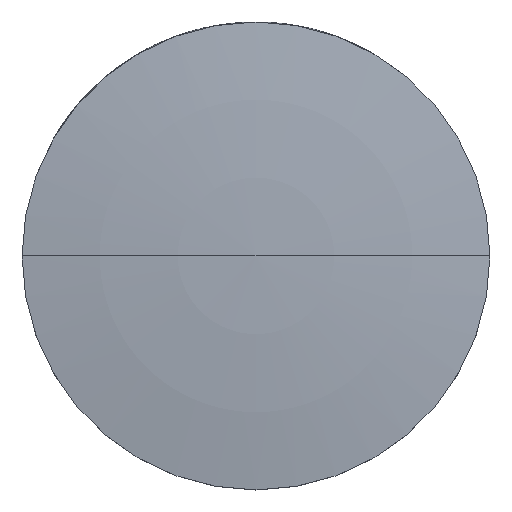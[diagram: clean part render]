
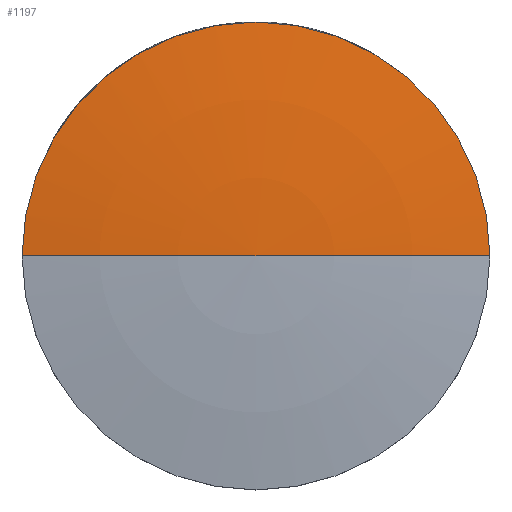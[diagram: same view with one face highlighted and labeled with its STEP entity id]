
A CAD part, top view. The second image highlights one B-rep face of the part: STEP entity #1197.
In plain terms, the highlighted toroidal (fillet/blend) face has major radius 0.002 mm and minor radius 46.01 mm.
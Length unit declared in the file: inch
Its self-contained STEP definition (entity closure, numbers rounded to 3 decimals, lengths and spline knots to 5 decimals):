
#8 = EDGE_CURVE ( 'NONE', #2902, #2954, #681, .T. ) ;
#42 = CARTESIAN_POINT ( 'NONE',  ( 0., 0., 0.02677 ) ) ;
#55 = CARTESIAN_POINT ( 'NONE',  ( -0.00008, 0., -1.76732 ) ) ;
#207 = CARTESIAN_POINT ( 'NONE',  ( 0., 0., -1.76732 ) ) ;
#290 = ORIENTED_EDGE ( 'NONE', *, *, #8, .T. ) ;
#299 = ORIENTED_EDGE ( 'NONE', *, *, #1555, .F. ) ;
#518 = DIRECTION ( 'NONE',  ( 0., 1., 0. ) ) ;
#631 = EDGE_CURVE ( 'NONE', #2954, #2380, #838, .T. ) ;
#681 = CIRCLE ( 'NONE', #2587, 0.25 ) ;
#806 = AXIS2_PLACEMENT_3D ( 'NONE', #3121, #2663, #946 ) ;
#838 = CIRCLE ( 'NONE', #2585, 1.81142 ) ;
#946 = DIRECTION ( 'NONE',  ( 0., 0., -1. ) ) ;
#975 = DIRECTION ( 'NONE',  ( 1., 0., 0. ) ) ;
#1160 = ORIENTED_EDGE ( 'NONE', *, *, #631, .T. ) ;
#1181 = DIRECTION ( 'NONE',  ( 0., 0., 1. ) ) ;
#1197 = ADVANCED_FACE ( 'NONE', ( #1688 ), #1624, .T. ) ;
#1203 = CARTESIAN_POINT ( 'NONE',  ( -0.25, 0., 0.02677 ) ) ;
#1555 = EDGE_CURVE ( 'NONE', #2902, #2380, #1939, .T. ) ;
#1622 = CARTESIAN_POINT ( 'NONE',  ( 0., 0., 0.04409 ) ) ;
#1624 = TOROIDAL_SURFACE ( 'NONE', #2262, 0.00008, 1.81142 ) ;
#1688 = FACE_OUTER_BOUND ( 'NONE', #2522, .T. ) ;
#1718 = DIRECTION ( 'NONE',  ( 0., 0., 1. ) ) ;
#1939 = CIRCLE ( 'NONE', #806, 1.81142 ) ;
#2232 = DIRECTION ( 'NONE',  ( -1., 0., 0. ) ) ;
#2262 = AXIS2_PLACEMENT_3D ( 'NONE', #207, #1181, #975 ) ;
#2380 = VERTEX_POINT ( 'NONE', #1622 ) ;
#2522 = EDGE_LOOP ( 'NONE', ( #290, #1160, #299 ) ) ;
#2585 = AXIS2_PLACEMENT_3D ( 'NONE', #55, #518, #2232 ) ;
#2587 = AXIS2_PLACEMENT_3D ( 'NONE', #42, #1718, #2956 ) ;
#2663 = DIRECTION ( 'NONE',  ( 0., -1., 0. ) ) ;
#2902 = VERTEX_POINT ( 'NONE', #3117 ) ;
#2954 = VERTEX_POINT ( 'NONE', #1203 ) ;
#2956 = DIRECTION ( 'NONE',  ( 1., 0., 0. ) ) ;
#3117 = CARTESIAN_POINT ( 'NONE',  ( 0.25, 0., 0.02677 ) ) ;
#3121 = CARTESIAN_POINT ( 'NONE',  ( 0.00008, 0., -1.76732 ) ) ;
